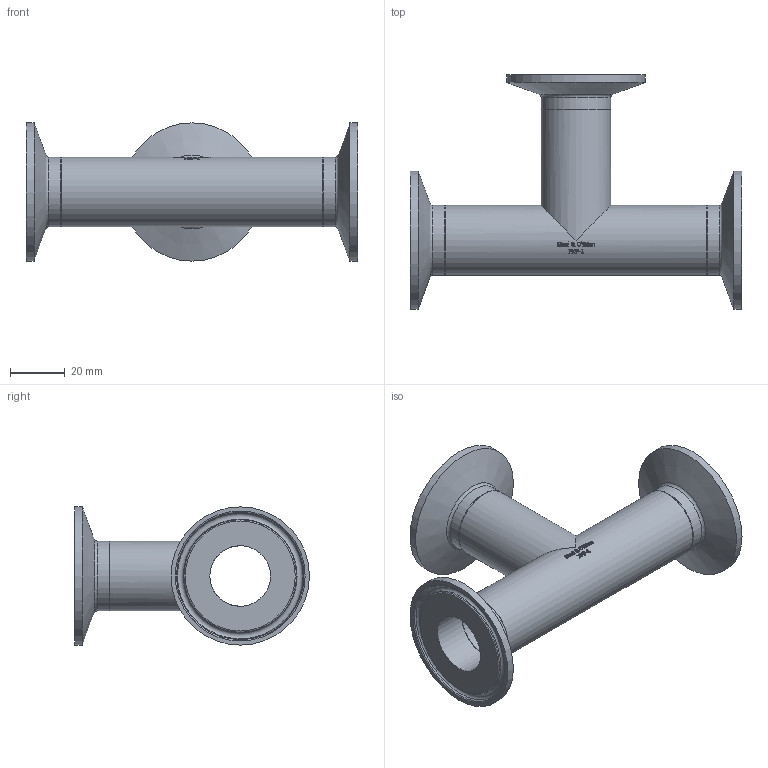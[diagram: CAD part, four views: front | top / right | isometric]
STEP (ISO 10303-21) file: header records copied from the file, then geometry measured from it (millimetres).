
FILE_DESCRIPTION(/* description */ (''),/* implementation_level */ '2;1');
FILE_NAME(/* name */ '7MP-1.stp',/* time_stamp */ '2019-02-01T14:13:43-05:00',/* author */ ('rick'),/* organization */ (''),/* preprocessor_version */ 'ST-DEVELOPER v15.2',/* originating_system */ 'Autodesk Inventor 2014',/* authorisation */ '');
FILE_SCHEMA (('AUTOMOTIVE_DESIGN { 1 0 10303 214 3 1 1 }'));
Length unit declared in the file: inch
Products named in the file (1): 7MP-1
Bounding box: 120.65 x 85.52 x 50.39 mm (x, y, z)
Volume: 40769.7 mm3; surface area: 34611.3 mm2
Topology: 1 solids, 1 shells, 330 faces, 851 edges, 559 vertices
Faces by surface type: plane 134, bspline 128, cylinder 41, torus 18, cone 9
Full cylindrical faces by diameter (mm): 22.098 x5, 25.4 x5, 50.394 x3
Entity records: 12270 total; most frequent: CARTESIAN_POINT 5006, ORIENTED_EDGE 1610, DIRECTION 1136, EDGE_CURVE 805, VERTEX_POINT 555, EDGE_LOOP 412, AXIS2_PLACEMENT_3D 384, LINE 368
